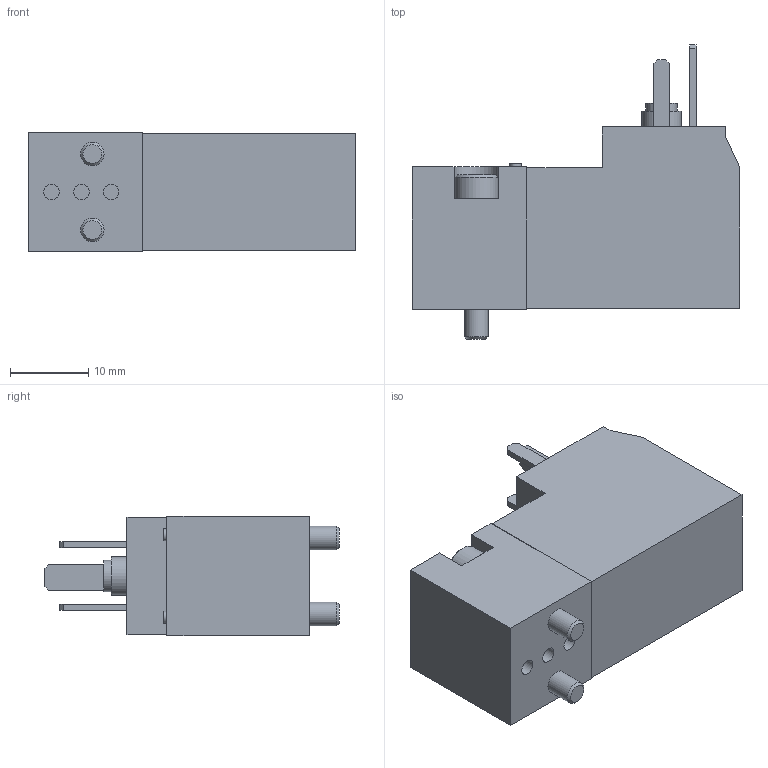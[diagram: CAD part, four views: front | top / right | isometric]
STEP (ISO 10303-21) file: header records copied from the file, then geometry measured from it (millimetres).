
FILE_DESCRIPTION(/* description */ ('STEP AP214'),/* implementation_level */ '2;1');
FILE_NAME(/* name */ '8040567_VSCS-B-M32-MH-WA-2AC1-8',/* time_stamp */ '2024-09-17T04:32:56+02:00',/* author */ ('License CC BY-ND 4.0'),/* organization */ ('CADENAS'),/* preprocessor_version */ 'ST-DEVELOPER v19.3',/* originating_system */ 'PARTsolutions',/* authorisation */ ' ');
FILE_SCHEMA (('AUTOMOTIVE_DESIGN {1 0 10303 214 3 1 1}'));
Length unit declared in the file: millimetre
Products named in the file (1): 8040567 VSCS-B-M32-MH-WA-2AC1-8
Bounding box: 41.85 x 37.6 x 15.2 mm (x, y, z)
Volume: 12664.1 mm3; surface area: 4258.1 mm2
Topology: 1 solids, 1 shells, 94 faces, 222 edges, 147 vertices
Faces by surface type: plane 69, cylinder 16, cone 9
Full cylindrical faces by diameter (mm): 1.52 x2, 2 x3, 2.013 x1, 2.5 x1, 3 x2, 4 x1, 4.8 x1, 5 x1, 5.5 x2
Entity records: 3171 total; most frequent: CARTESIAN_POINT 460, DIRECTION 406, ORIENTED_EDGE 376, EDGE_CURVE 188, VERTEX_POINT 137, LINE 136, VECTOR 136, FACE_BOUND 135
